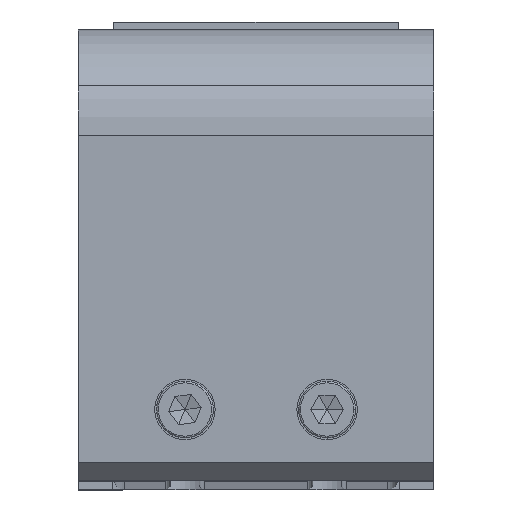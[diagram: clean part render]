
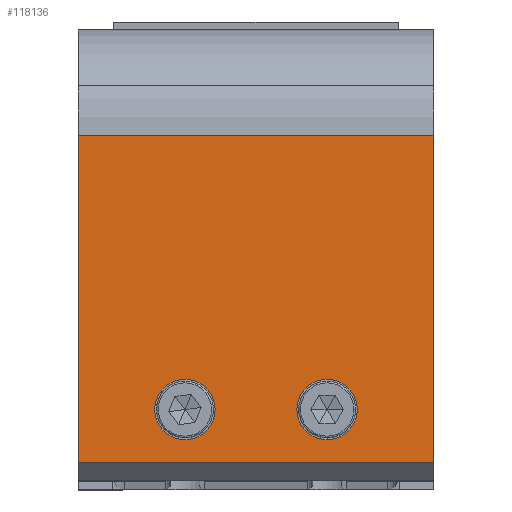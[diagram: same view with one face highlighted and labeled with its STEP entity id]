
A CAD part, top view. The second image highlights one B-rep face of the part: STEP entity #118136.
In plain terms, the highlighted planar face has unit normal (0, 0, 1).
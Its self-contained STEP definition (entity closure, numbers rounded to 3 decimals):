
#4683 = ORIENTED_EDGE ( 'NONE', *, *, #50261, .T. ) ;
#9215 = DIRECTION ( 'NONE',  ( 0., 1., 0. ) ) ;
#9702 = DIRECTION ( 'NONE',  ( 0., -1., 0. ) ) ;
#13789 = AXIS2_PLACEMENT_3D ( 'NONE', #122882, #94380, #108203 ) ;
#15516 = VERTEX_POINT ( 'NONE', #132672 ) ;
#16861 = DIRECTION ( 'NONE',  ( 0., 0., 1. ) ) ;
#24433 = DIRECTION ( 'NONE',  ( -1., 0., 0. ) ) ;
#27180 = LINE ( 'NONE', #124363, #57425 ) ;
#30887 = CARTESIAN_POINT ( 'NONE',  ( 101.658, 203.108, 657.202 ) ) ;
#34556 = DIRECTION ( 'NONE',  ( 1., 0., 0. ) ) ;
#38232 = LINE ( 'NONE', #161189, #174818 ) ;
#38435 = EDGE_LOOP ( 'NONE', ( #4683, #157137, #115971, #146646 ) ) ;
#38736 = EDGE_LOOP ( 'NONE', ( #159718, #84053 ) ) ;
#41844 = CARTESIAN_POINT ( 'NONE',  ( 101.658, 203.108, 657.202 ) ) ;
#46394 = CIRCLE ( 'NONE', #154906, 8.5 ) ;
#49136 = CARTESIAN_POINT ( 'NONE',  ( 171.658, 218.108, 657.202 ) ) ;
#49211 = ORIENTED_EDGE ( 'NONE', *, *, #123164, .F. ) ;
#49608 = PLANE ( 'NONE',  #100849 ) ;
#50261 = EDGE_CURVE ( 'NONE', #120125, #67076, #165744, .T. ) ;
#51275 = VECTOR ( 'NONE', #9702, 1000. ) ;
#52808 = EDGE_CURVE ( 'NONE', #139572, #92494, #135437, .T. ) ;
#54977 = AXIS2_PLACEMENT_3D ( 'NONE', #49136, #134470, #34556 ) ;
#57425 = VECTOR ( 'NONE', #95897, 1000. ) ;
#62875 = EDGE_CURVE ( 'NONE', #139572, #120125, #38232, .T. ) ;
#67076 = VERTEX_POINT ( 'NONE', #30887 ) ;
#70255 = CARTESIAN_POINT ( 'NONE',  ( 201.658, 295.108, 657.202 ) ) ;
#71032 = EDGE_CURVE ( 'NONE', #96650, #83987, #98791, .T. ) ;
#73789 = ORIENTED_EDGE ( 'NONE', *, *, #112990, .F. ) ;
#74420 = FACE_BOUND ( 'NONE', #161380, .T. ) ;
#75017 = CARTESIAN_POINT ( 'NONE',  ( 140.158, 218.108, 657.202 ) ) ;
#79038 = EDGE_CURVE ( 'NONE', #92494, #67076, #27180, .T. ) ;
#82998 = CARTESIAN_POINT ( 'NONE',  ( 171.658, 218.108, 657.202 ) ) ;
#83987 = VERTEX_POINT ( 'NONE', #75017 ) ;
#84053 = ORIENTED_EDGE ( 'NONE', *, *, #71032, .F. ) ;
#89053 = FACE_BOUND ( 'NONE', #38736, .T. ) ;
#92494 = VERTEX_POINT ( 'NONE', #149055 ) ;
#94380 = DIRECTION ( 'NONE',  ( 0., 0., 1. ) ) ;
#95897 = DIRECTION ( 'NONE',  ( -1., 0., 0. ) ) ;
#96650 = VERTEX_POINT ( 'NONE', #124583 ) ;
#98791 = CIRCLE ( 'NONE', #13789, 8.5 ) ;
#100849 = AXIS2_PLACEMENT_3D ( 'NONE', #165210, #107395, #9215 ) ;
#102397 = CARTESIAN_POINT ( 'NONE',  ( 101.658, 295.108, 657.202 ) ) ;
#107395 = DIRECTION ( 'NONE',  ( 0., 0., -1. ) ) ;
#107919 = CARTESIAN_POINT ( 'NONE',  ( 201.658, 203.108, 657.202 ) ) ;
#108203 = DIRECTION ( 'NONE',  ( 1., 0., 0. ) ) ;
#110697 = CIRCLE ( 'NONE', #54977, 8.5 ) ;
#112990 = EDGE_CURVE ( 'NONE', #15516, #144921, #110697, .T. ) ;
#115971 = ORIENTED_EDGE ( 'NONE', *, *, #52808, .F. ) ;
#118136 = ADVANCED_FACE ( 'NONE', ( #89053, #74420, #131301 ), #49608, .F. ) ;
#120125 = VERTEX_POINT ( 'NONE', #102397 ) ;
#122882 = CARTESIAN_POINT ( 'NONE',  ( 131.658, 218.108, 657.202 ) ) ;
#123164 = EDGE_CURVE ( 'NONE', #144921, #15516, #144564, .T. ) ;
#124363 = CARTESIAN_POINT ( 'NONE',  ( 201.658, 203.108, 657.202 ) ) ;
#124583 = CARTESIAN_POINT ( 'NONE',  ( 123.158, 218.108, 657.202 ) ) ;
#127905 = CARTESIAN_POINT ( 'NONE',  ( 163.158, 218.108, 657.202 ) ) ;
#131301 = FACE_OUTER_BOUND ( 'NONE', #38435, .T. ) ;
#132672 = CARTESIAN_POINT ( 'NONE',  ( 180.158, 218.108, 657.202 ) ) ;
#134470 = DIRECTION ( 'NONE',  ( 0., 0., 1. ) ) ;
#135437 = LINE ( 'NONE', #107919, #51275 ) ;
#139572 = VERTEX_POINT ( 'NONE', #70255 ) ;
#144564 = CIRCLE ( 'NONE', #162295, 8.5 ) ;
#144921 = VERTEX_POINT ( 'NONE', #127905 ) ;
#146646 = ORIENTED_EDGE ( 'NONE', *, *, #62875, .T. ) ;
#149055 = CARTESIAN_POINT ( 'NONE',  ( 201.658, 203.108, 657.202 ) ) ;
#151878 = DIRECTION ( 'NONE',  ( 0., 0., 1. ) ) ;
#154906 = AXIS2_PLACEMENT_3D ( 'NONE', #173707, #16861, #157274 ) ;
#157137 = ORIENTED_EDGE ( 'NONE', *, *, #79038, .F. ) ;
#157274 = DIRECTION ( 'NONE',  ( 1., 0., 0. ) ) ;
#158643 = VECTOR ( 'NONE', #178610, 1000. ) ;
#159718 = ORIENTED_EDGE ( 'NONE', *, *, #173635, .F. ) ;
#161189 = CARTESIAN_POINT ( 'NONE',  ( 201.658, 295.108, 657.202 ) ) ;
#161380 = EDGE_LOOP ( 'NONE', ( #73789, #49211 ) ) ;
#162295 = AXIS2_PLACEMENT_3D ( 'NONE', #82998, #151878, #180335 ) ;
#165210 = CARTESIAN_POINT ( 'NONE',  ( 201.658, 203.108, 657.202 ) ) ;
#165744 = LINE ( 'NONE', #41844, #158643 ) ;
#173635 = EDGE_CURVE ( 'NONE', #83987, #96650, #46394, .T. ) ;
#173707 = CARTESIAN_POINT ( 'NONE',  ( 131.658, 218.108, 657.202 ) ) ;
#174818 = VECTOR ( 'NONE', #24433, 1000. ) ;
#178610 = DIRECTION ( 'NONE',  ( 0., -1., 0. ) ) ;
#180335 = DIRECTION ( 'NONE',  ( 1., 0., 0. ) ) ;
